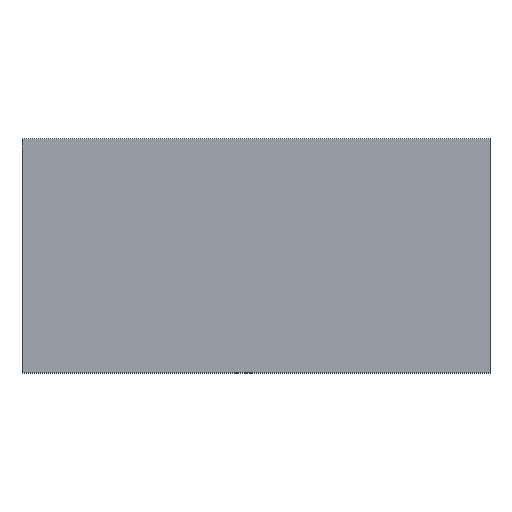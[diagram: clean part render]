
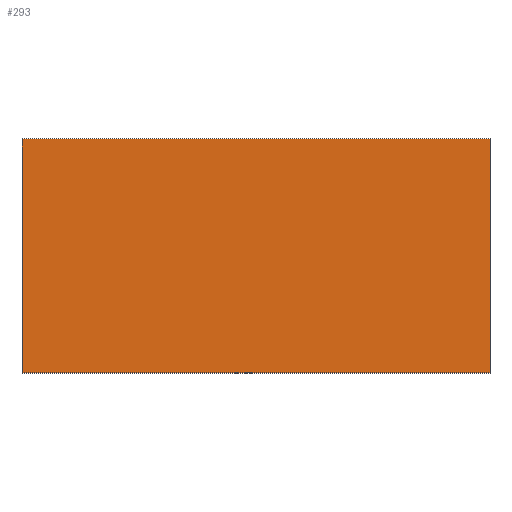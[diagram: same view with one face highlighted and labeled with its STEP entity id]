
A CAD part, top view. The second image highlights one B-rep face of the part: STEP entity #293.
In plain terms, the highlighted planar face has unit normal (0, 0, 1).
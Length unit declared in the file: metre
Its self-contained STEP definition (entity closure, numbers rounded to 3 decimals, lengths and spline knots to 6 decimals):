
#90=ORIENTED_EDGE('',*,*,#118,.T.);
#91=ORIENTED_EDGE('',*,*,#128,.T.);
#92=ORIENTED_EDGE('',*,*,#125,.F.);
#93=ORIENTED_EDGE('',*,*,#122,.F.);
#118=EDGE_CURVE('',#146,#147,#178,.T.);
#122=EDGE_CURVE('',#146,#150,#182,.T.);
#125=EDGE_CURVE('',#150,#152,#185,.T.);
#128=EDGE_CURVE('',#147,#152,#188,.T.);
#146=VERTEX_POINT('',#467);
#147=VERTEX_POINT('',#468);
#150=VERTEX_POINT('',#476);
#152=VERTEX_POINT('',#482);
#178=LINE('',#466,#214);
#182=LINE('',#475,#218);
#185=LINE('',#481,#221);
#188=LINE('',#487,#224);
#214=VECTOR('',#389,1.);
#218=VECTOR('',#395,1.);
#221=VECTOR('',#400,1.);
#224=VECTOR('',#405,1.);
#243=EDGE_LOOP('',(#90,#91,#92,#93));
#261=FACE_BOUND('',#243,.T.);
#277=PLANE('',#337);
#293=ADVANCED_FACE('',(#261),#277,.F.);
#337=AXIS2_PLACEMENT_3D('',#490,#409,#410);
#389=DIRECTION('',(0.,1.,0.));
#395=DIRECTION('',(-1.,0.,0.));
#400=DIRECTION('',(0.,1.,0.));
#405=DIRECTION('',(-1.,0.,0.));
#409=DIRECTION('',(0.,0.,-1.));
#410=DIRECTION('',(0.,1.,0.));
#466=CARTESIAN_POINT('',(0.081397,0.027,0.052612));
#467=CARTESIAN_POINT('',(0.081397,0.017,0.052612));
#468=CARTESIAN_POINT('',(0.081397,0.037,0.052612));
#475=CARTESIAN_POINT('',(0.061397,0.017,0.052612));
#476=CARTESIAN_POINT('',(0.041397,0.017,0.052612));
#481=CARTESIAN_POINT('',(0.041397,0.027,0.052612));
#482=CARTESIAN_POINT('',(0.041397,0.037,0.052612));
#487=CARTESIAN_POINT('',(0.061397,0.037,0.052612));
#490=CARTESIAN_POINT('',(0.061397,0.027,0.052612));
